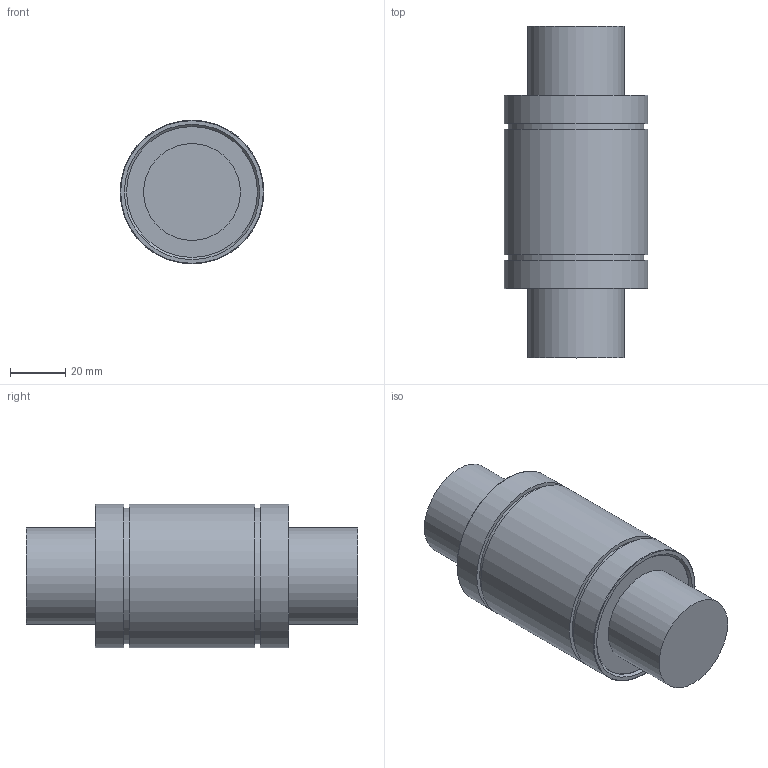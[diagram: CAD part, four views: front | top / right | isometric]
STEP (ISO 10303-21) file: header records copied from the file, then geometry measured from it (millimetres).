
FILE_DESCRIPTION((''),'2;1');
FILE_NAME('LM35.stp','2013-02-05T09:43:36',('user2'),(''),'Autodesk Inventor 2012','Autodesk Inventor 2012','');
FILE_SCHEMA(('AUTOMOTIVE_DESIGN { 1 0 10303 214 1 1 1 1 }'));
Length unit declared in the file: millimetre
Products named in the file (1): LM35
Bounding box: 52 x 120 x 52 mm (x, y, z)
Volume: 194156.7 mm3; surface area: 22418.5 mm2
Topology: 1 solids, 1 shells, 23 faces, 37 edges, 24 vertices
Faces by surface type: plane 10, cylinder 9, torus 2, cone 2
Full cylindrical faces by diameter (mm): 35 x2, 47.3 x2, 49 x2, 52 x3
Entity records: 480 total; most frequent: DIRECTION 92, CARTESIAN_POINT 68, AXIS2_PLACEMENT_3D 46, ORIENTED_EDGE 44, EDGE_LOOP 44, FACE_OUTER_BOUND 23, ADVANCED_FACE 23, VERTEX_POINT 22
